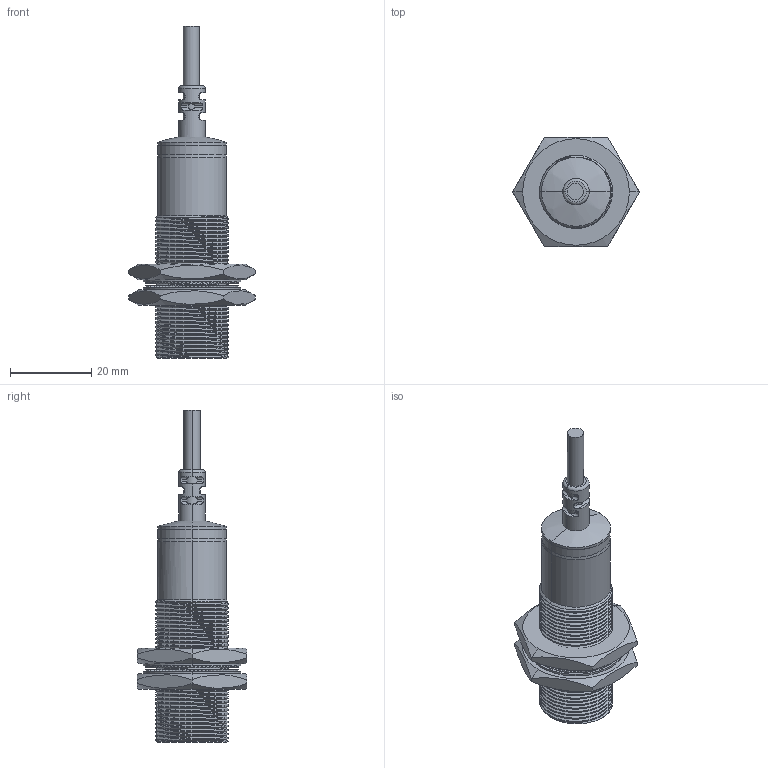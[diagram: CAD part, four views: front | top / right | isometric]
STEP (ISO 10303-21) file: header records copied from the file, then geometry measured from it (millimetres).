
FILE_DESCRIPTION (( 'STEP AP214' ), '1' );
FILE_NAME ('PM18-籵蠢磁踢.STEP', '2015-09-23T06:59:10', ( '' ), ( '' ), 'SwSTEP 2.0', 'SolidWorks 2013', '' );
FILE_SCHEMA (( 'AUTOMOTIVE_DESIGN' ));
Length unit declared in the file: millimetre
Products named in the file (1): PM18-籵蠢磁踢
Bounding box: 31.18 x 27 x 81.8 mm (x, y, z)
Volume: 7410.2 mm3; surface area: 11120.2 mm2
Topology: 5 solids, 6 shells, 1077 faces, 2696 edges, 1785 vertices
Faces by surface type: plane 921, cylinder 125, cone 25, torus 2, sphere 2, bspline 2
Entity records: 46738 total; most frequent: CARTESIAN_POINT 10386, ORIENTED_EDGE 5392, DIRECTION 4758, EDGE_CURVE 2696, LINE 2366, VECTOR 2366, VERTEX_POINT 1785, EDGE_LOOP 1235
